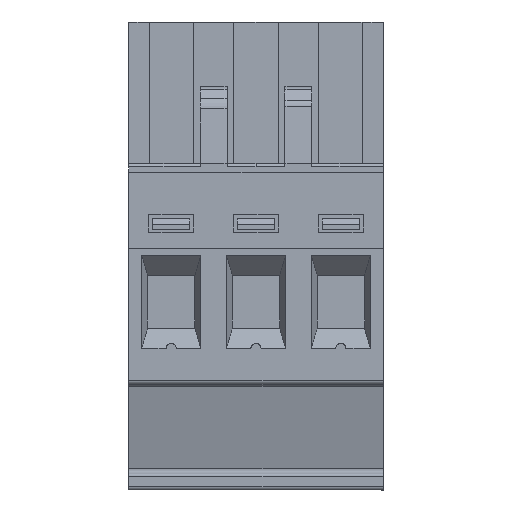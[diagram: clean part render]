
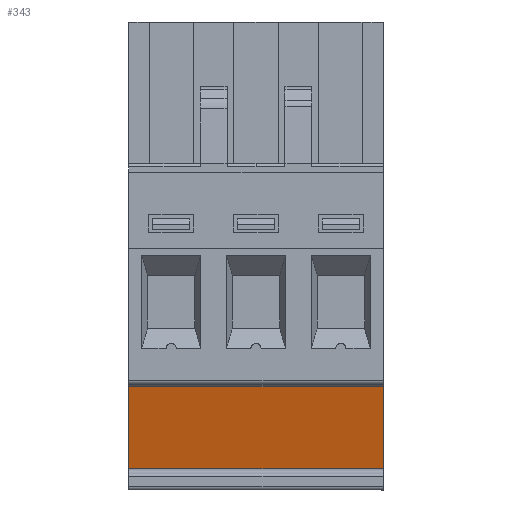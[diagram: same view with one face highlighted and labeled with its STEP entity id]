
A CAD part, front view. The second image highlights one B-rep face of the part: STEP entity #343.
In plain terms, the highlighted planar face has unit normal (0, -0.966, -0.259).
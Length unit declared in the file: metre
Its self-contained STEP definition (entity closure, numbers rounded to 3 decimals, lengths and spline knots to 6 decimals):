
#343=ADVANCED_FACE('',(#948),#949,.F.);
#948=FACE_OUTER_BOUND('',#1849,.T.);
#949=PLANE('',#1850);
#1849=EDGE_LOOP('',(#2844,#2845,#2846,#2847));
#1850=AXIS2_PLACEMENT_3D('',#2848,#2849,#2850);
#2844=ORIENTED_EDGE('',*,*,#5327,.F.);
#2845=ORIENTED_EDGE('',*,*,#5328,.T.);
#2846=ORIENTED_EDGE('',*,*,#5323,.T.);
#2847=ORIENTED_EDGE('',*,*,#5329,.T.);
#2848=CARTESIAN_POINT('',(-0.006712,-0.032787,-0.082872));
#2849=DIRECTION('',(0.,0.966,0.259));
#2850=DIRECTION('',(0.,0.259,-0.966));
#5323=EDGE_CURVE('',#6372,#6373,#6374,.F.);
#5327=EDGE_CURVE('',#6378,#6379,#6380,.F.);
#5328=EDGE_CURVE('',#6378,#6372,#6381,.T.);
#5329=EDGE_CURVE('',#6373,#6379,#6382,.T.);
#6372=VERTEX_POINT('',#7909);
#6373=VERTEX_POINT('',#7910);
#6374=LINE('',#7911,#7912);
#6378=VERTEX_POINT('',#7916);
#6379=VERTEX_POINT('',#7917);
#6380=LINE('',#7918,#7919);
#6381=LINE('',#7920,#7921);
#6382=LINE('',#7922,#7923);
#7909=CARTESIAN_POINT('',(0.03805,-0.03312,-0.08163));
#7910=CARTESIAN_POINT('',(0.053052,-0.03312,-0.08163));
#7911=CARTESIAN_POINT('',(-0.006712,-0.03312,-0.08163));
#7912=VECTOR('',#9928,1.0);
#7916=CARTESIAN_POINT('',(0.03805,-0.034417,-0.076791));
#7917=CARTESIAN_POINT('',(0.053052,-0.034417,-0.076791));
#7918=CARTESIAN_POINT('',(0.039014,-0.034417,-0.076791));
#7919=VECTOR('',#9935,1.0);
#7920=CARTESIAN_POINT('',(0.03805,-0.034459,-0.076633));
#7921=VECTOR('',#9936,1.0);
#7922=CARTESIAN_POINT('',(0.053052,-0.034459,-0.076633));
#7923=VECTOR('',#9937,1.0);
#9928=DIRECTION('',(-1.0,0.,0.));
#9935=DIRECTION('',(-1.0,0.,0.));
#9936=DIRECTION('',(0.0,0.259,-0.966));
#9937=DIRECTION('',(0.0,-0.259,0.966));
